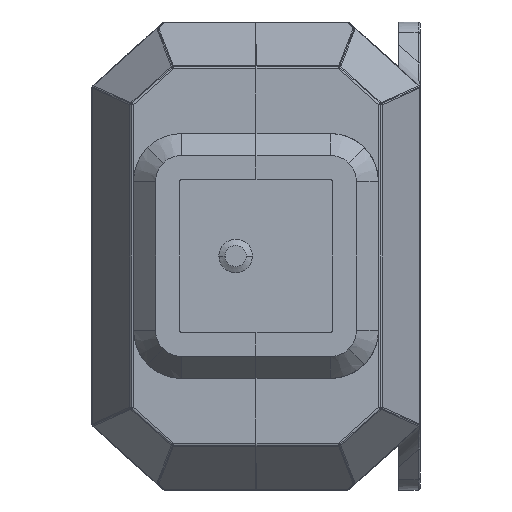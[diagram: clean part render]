
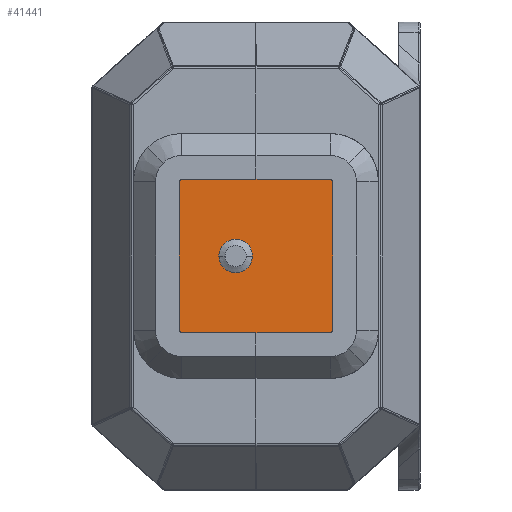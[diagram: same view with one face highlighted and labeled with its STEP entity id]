
A CAD part, front view. The second image highlights one B-rep face of the part: STEP entity #41441.
In plain terms, the highlighted planar face has unit normal (0, -1, 0).
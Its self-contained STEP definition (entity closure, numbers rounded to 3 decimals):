
#41179=CARTESIAN_POINT('Line Origine',(0.7,-52.7,0.)) ;
#41183=CARTESIAN_POINT('Vertex',(0.7,-52.7,9.6)) ;
#41185=CARTESIAN_POINT('Vertex',(0.7,-52.7,-9.6)) ;
#41210=CARTESIAN_POINT('Axis2P3D Location',(3.7,-52.7,9.6)) ;
#41214=CARTESIAN_POINT('Vertex',(3.7,-52.7,12.6)) ;
#41234=CARTESIAN_POINT('Line Origine',(13.3,-52.7,12.6)) ;
#41238=CARTESIAN_POINT('Vertex',(22.9,-52.7,12.6)) ;
#41258=CARTESIAN_POINT('Axis2P3D Location',(22.9,-52.7,9.6)) ;
#41262=CARTESIAN_POINT('Vertex',(25.9,-52.7,9.6)) ;
#41282=CARTESIAN_POINT('Line Origine',(25.9,-52.7,0.)) ;
#41286=CARTESIAN_POINT('Vertex',(25.9,-52.7,-9.6)) ;
#41306=CARTESIAN_POINT('Axis2P3D Location',(22.9,-52.7,-9.6)) ;
#41310=CARTESIAN_POINT('Vertex',(22.9,-52.7,-12.6)) ;
#41334=CARTESIAN_POINT('Vertex',(3.7,-52.7,-12.6)) ;
#41337=CARTESIAN_POINT('Line Origine',(13.3,-52.7,-12.6)) ;
#41354=CARTESIAN_POINT('Axis2P3D Location',(3.7,-52.7,-9.6)) ;
#41366=CARTESIAN_POINT('Axis2P3D Location',(13.3,-52.7,0.)) ;
#41382=CARTESIAN_POINT('Control Point',(8.116,-52.7,0.)) ;
#41383=CARTESIAN_POINT('Control Point',(8.116,-52.7,-0.226)) ;
#41384=CARTESIAN_POINT('Control Point',(8.143,-52.7,-0.452)) ;
#41385=CARTESIAN_POINT('Control Point',(8.197,-52.7,-0.674)) ;
#41386=CARTESIAN_POINT('Control Point',(8.357,-52.7,-1.1)) ;
#41387=CARTESIAN_POINT('Control Point',(8.613,-52.7,-1.477)) ;
#41388=CARTESIAN_POINT('Control Point',(8.763,-52.7,-1.649)) ;
#41389=CARTESIAN_POINT('Control Point',(9.101,-52.7,-1.954)) ;
#41390=CARTESIAN_POINT('Control Point',(9.502,-52.7,-2.171)) ;
#41391=CARTESIAN_POINT('Control Point',(9.714,-52.7,-2.255)) ;
#41392=CARTESIAN_POINT('Control Point',(10.154,-52.7,-2.37)) ;
#41393=CARTESIAN_POINT('Control Point',(10.609,-52.7,-2.379)) ;
#41394=CARTESIAN_POINT('Control Point',(10.837,-52.7,-2.356)) ;
#41395=CARTESIAN_POINT('Control Point',(11.281,-52.7,-2.256)) ;
#41396=CARTESIAN_POINT('Control Point',(11.689,-52.7,-2.054)) ;
#41397=CARTESIAN_POINT('Control Point',(11.88,-52.7,-1.929)) ;
#41398=CARTESIAN_POINT('Control Point',(12.229,-52.7,-1.636)) ;
#41399=CARTESIAN_POINT('Control Point',(12.498,-52.7,-1.269)) ;
#41400=CARTESIAN_POINT('Control Point',(12.611,-52.7,-1.071)) ;
#41401=CARTESIAN_POINT('Control Point',(12.748,-52.7,-0.74)) ;
#41402=CARTESIAN_POINT('Control Point',(12.822,-52.7,-0.39)) ;
#41403=CARTESIAN_POINT('Control Point',(12.84,-52.7,-0.26)) ;
#41404=CARTESIAN_POINT('Control Point',(12.848,-52.7,-0.13)) ;
#41405=CARTESIAN_POINT('Control Point',(12.848,-52.7,0.)) ;
#41406=CARTESIAN_POINT('Vertex',(12.848,-52.7,0.)) ;
#41408=CARTESIAN_POINT('Vertex',(8.116,-52.7,0.)) ;
#41412=CARTESIAN_POINT('Control Point',(12.848,-52.7,0.)) ;
#41413=CARTESIAN_POINT('Control Point',(12.848,-52.7,0.226)) ;
#41414=CARTESIAN_POINT('Control Point',(12.821,-52.7,0.452)) ;
#41415=CARTESIAN_POINT('Control Point',(12.767,-52.7,0.674)) ;
#41416=CARTESIAN_POINT('Control Point',(12.608,-52.7,1.1)) ;
#41417=CARTESIAN_POINT('Control Point',(12.352,-52.7,1.477)) ;
#41418=CARTESIAN_POINT('Control Point',(12.202,-52.7,1.649)) ;
#41419=CARTESIAN_POINT('Control Point',(11.864,-52.7,1.954)) ;
#41420=CARTESIAN_POINT('Control Point',(11.463,-52.7,2.171)) ;
#41421=CARTESIAN_POINT('Control Point',(11.251,-52.7,2.255)) ;
#41422=CARTESIAN_POINT('Control Point',(10.811,-52.7,2.37)) ;
#41423=CARTESIAN_POINT('Control Point',(10.355,-52.7,2.379)) ;
#41424=CARTESIAN_POINT('Control Point',(10.128,-52.7,2.356)) ;
#41425=CARTESIAN_POINT('Control Point',(9.684,-52.7,2.256)) ;
#41426=CARTESIAN_POINT('Control Point',(9.276,-52.7,2.054)) ;
#41427=CARTESIAN_POINT('Control Point',(9.085,-52.7,1.929)) ;
#41428=CARTESIAN_POINT('Control Point',(8.736,-52.7,1.636)) ;
#41429=CARTESIAN_POINT('Control Point',(8.467,-52.7,1.269)) ;
#41430=CARTESIAN_POINT('Control Point',(8.354,-52.7,1.071)) ;
#41431=CARTESIAN_POINT('Control Point',(8.217,-52.7,0.74)) ;
#41432=CARTESIAN_POINT('Control Point',(8.143,-52.7,0.39)) ;
#41433=CARTESIAN_POINT('Control Point',(8.125,-52.7,0.26)) ;
#41434=CARTESIAN_POINT('Control Point',(8.116,-52.7,0.13)) ;
#41435=CARTESIAN_POINT('Control Point',(8.116,-52.7,0.)) ;
#41180=DIRECTION('Vector Direction',(0.,0.,-1.)) ;
#41211=DIRECTION('Axis2P3D Direction',(0.,-1.,0.)) ;
#41235=DIRECTION('Vector Direction',(1.,0.,0.)) ;
#41259=DIRECTION('Axis2P3D Direction',(0.,-1.,0.)) ;
#41283=DIRECTION('Vector Direction',(0.,0.,1.)) ;
#41307=DIRECTION('Axis2P3D Direction',(0.,-1.,0.)) ;
#41338=DIRECTION('Vector Direction',(-1.,0.,0.)) ;
#41355=DIRECTION('Axis2P3D Direction',(0.,-1.,0.)) ;
#41367=DIRECTION('Axis2P3D Direction',(0.,-1.,0.)) ;
#41368=DIRECTION('Axis2P3D XDirection',(1.,0.,0.)) ;
#41212=AXIS2_PLACEMENT_3D('Circle Axis2P3D',#41210,#41211,$) ;
#41260=AXIS2_PLACEMENT_3D('Circle Axis2P3D',#41258,#41259,$) ;
#41308=AXIS2_PLACEMENT_3D('Circle Axis2P3D',#41306,#41307,$) ;
#41356=AXIS2_PLACEMENT_3D('Circle Axis2P3D',#41354,#41355,$) ;
#41369=AXIS2_PLACEMENT_3D('Plane Axis2P3D',#41366,#41367,#41368) ;
#41372=ORIENTED_EDGE('',*,*,#41358,.F.) ;
#41373=ORIENTED_EDGE('',*,*,#41341,.T.) ;
#41374=ORIENTED_EDGE('',*,*,#41312,.F.) ;
#41375=ORIENTED_EDGE('',*,*,#41288,.T.) ;
#41376=ORIENTED_EDGE('',*,*,#41264,.F.) ;
#41377=ORIENTED_EDGE('',*,*,#41240,.T.) ;
#41378=ORIENTED_EDGE('',*,*,#41216,.F.) ;
#41379=ORIENTED_EDGE('',*,*,#41187,.T.) ;
#41438=ORIENTED_EDGE('',*,*,#41410,.T.) ;
#41439=ORIENTED_EDGE('',*,*,#41436,.T.) ;
#41440=FACE_BOUND('',#41437,.T.) ;
#41181=VECTOR('Line Direction',#41180,1.) ;
#41236=VECTOR('Line Direction',#41235,1.) ;
#41284=VECTOR('Line Direction',#41283,1.) ;
#41339=VECTOR('Line Direction',#41338,1.) ;
#41441=ADVANCED_FACE('',(#41380,#41440),#41370,.T.) ;
#41381=B_SPLINE_CURVE_WITH_KNOTS('',5,(#41382,#41383,#41384,#41385,#41386,#41387,#41388,#41389,#41390,#41391,#41392,#41393,#41394,#41395,#41396,#41397,#41398,#41399,#41400,#41401,#41402,#41403,#41404,#41405),.UNSPECIFIED.,.F.,.U.,(6,3,3,3,3,3,3,6),(0.,1.599,3.197,4.796,6.394,7.993,9.591,10.51),.UNSPECIFIED.) ;
#41411=B_SPLINE_CURVE_WITH_KNOTS('',5,(#41412,#41413,#41414,#41415,#41416,#41417,#41418,#41419,#41420,#41421,#41422,#41423,#41424,#41425,#41426,#41427,#41428,#41429,#41430,#41431,#41432,#41433,#41434,#41435),.UNSPECIFIED.,.F.,.U.,(6,3,3,3,3,3,3,6),(0.,1.599,3.197,4.796,6.394,7.993,9.591,10.51),.UNSPECIFIED.) ;
#41213=CIRCLE('generated circle',#41212,3.) ;
#41261=CIRCLE('generated circle',#41260,3.) ;
#41309=CIRCLE('generated circle',#41308,3.) ;
#41357=CIRCLE('generated circle',#41356,3.) ;
#41187=EDGE_CURVE('',#41184,#41186,#41182,.T.) ;
#41216=EDGE_CURVE('',#41184,#41215,#41213,.F.) ;
#41240=EDGE_CURVE('',#41239,#41215,#41237,.F.) ;
#41264=EDGE_CURVE('',#41239,#41263,#41261,.F.) ;
#41288=EDGE_CURVE('',#41287,#41263,#41285,.T.) ;
#41312=EDGE_CURVE('',#41287,#41311,#41309,.F.) ;
#41341=EDGE_CURVE('',#41335,#41311,#41340,.F.) ;
#41358=EDGE_CURVE('',#41335,#41186,#41357,.F.) ;
#41410=EDGE_CURVE('',#41407,#41409,#41381,.F.) ;
#41436=EDGE_CURVE('',#41409,#41407,#41411,.F.) ;
#41371=EDGE_LOOP('',(#41372,#41373,#41374,#41375,#41376,#41377,#41378,#41379)) ;
#41437=EDGE_LOOP('',(#41438,#41439)) ;
#41380=FACE_OUTER_BOUND('',#41371,.T.) ;
#41182=LINE('Line',#41179,#41181) ;
#41237=LINE('Line',#41234,#41236) ;
#41285=LINE('Line',#41282,#41284) ;
#41340=LINE('Line',#41337,#41339) ;
#41370=PLANE('Plane',#41369) ;
#41184=VERTEX_POINT('',#41183) ;
#41186=VERTEX_POINT('',#41185) ;
#41215=VERTEX_POINT('',#41214) ;
#41239=VERTEX_POINT('',#41238) ;
#41263=VERTEX_POINT('',#41262) ;
#41287=VERTEX_POINT('',#41286) ;
#41311=VERTEX_POINT('',#41310) ;
#41335=VERTEX_POINT('',#41334) ;
#41407=VERTEX_POINT('',#41406) ;
#41409=VERTEX_POINT('',#41408) ;
